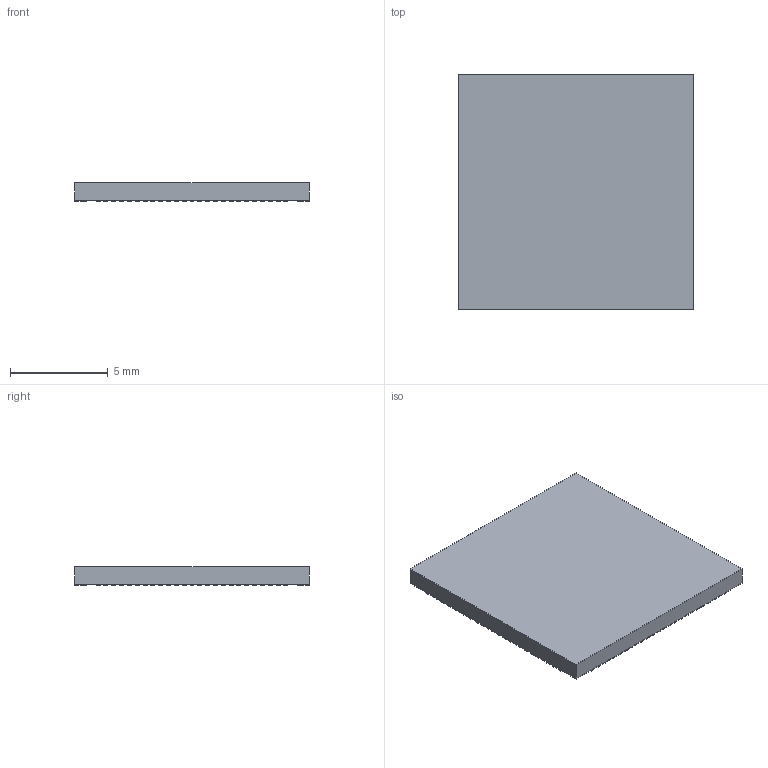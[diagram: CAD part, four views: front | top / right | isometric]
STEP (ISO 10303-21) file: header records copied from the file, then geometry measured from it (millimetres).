
FILE_DESCRIPTION(('HOOPS Exchange Step'),'2;1');
FILE_NAME('export-488089D3-7EE2-4C0C-8DC6-A7BAAF200AFE.stp','2023-02-20T22:19:00+16:00',('Daxxn'),('Alibre'),'HOOPS Exchange 2022.0','Alibre','Unknown authorisation');
FILE_SCHEMA( ('AP242_MANAGED_MODEL_BASED_3D_ENGINEERING_MIM_LF {1 0 10303 442 1 1 4 }') );
Length unit declared in the file: millimetre
Products named in the file (9): Case; Pad_; P38; LinkGroup P26_P50; P13; LinkGroup P1_P25; 100-VQFNG_12X12
Assembly tree (106 placements, depth 3):
  100-VQFNG_12X12
    Case
    Pad_
    LinkGroup P26_P50
      P38  x25
    LinkGroup P1_P25
      P13  x25
    LinkGroup P26_P50
      P38  x25
    LinkGroup P1_P25
      P13  x25
Bounding box: 12 x 12 x 0.95 mm (x, y, z)
Volume: 130.2 mm3; surface area: 362.8 mm2
Topology: 104 solids, 104 shells, 676 faces, 1404 edges, 936 vertices
Faces by surface type: plane 521, cylinder 155
Entity records: 2536 total; most frequent: DIRECTION 348, CARTESIAN_POINT 232, PRODUCT_DEFINITION_SHAPE 213, AXIS2_PLACEMENT_3D 152, ORIENTED_EDGE 108, PRODUCT 107, PRODUCT_RELATED_PRODUCT_CATEGORY 107, PRODUCT_DEFINITION_FORMATION_WITH_SPECIFIED_SOURCE 107
